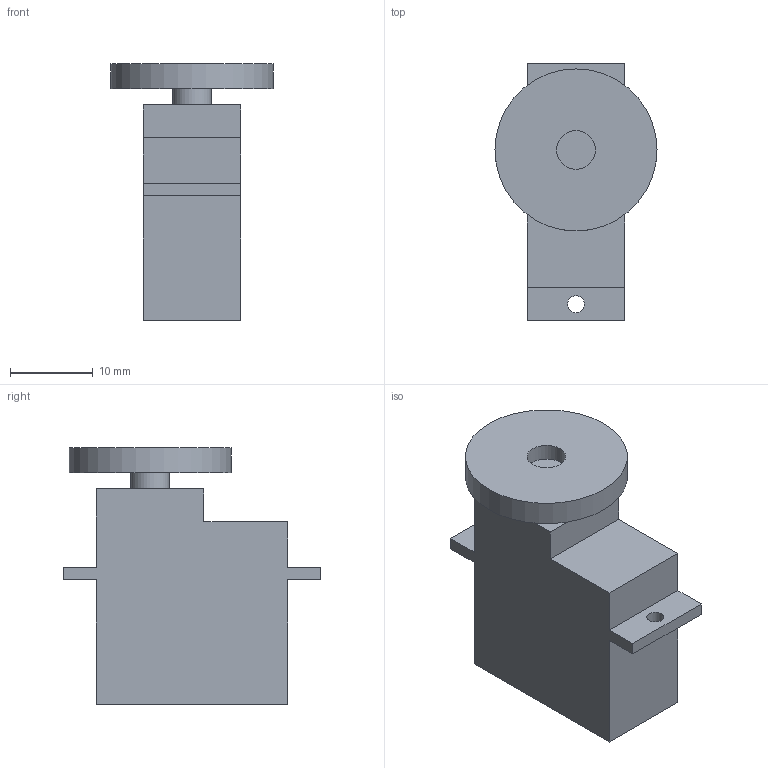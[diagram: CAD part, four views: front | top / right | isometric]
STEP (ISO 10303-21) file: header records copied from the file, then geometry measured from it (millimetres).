
FILE_DESCRIPTION(/* description */ (''),/* implementation_level */ '2;1');
FILE_NAME(/* name */ 'Micro_servo v3.step',/* time_stamp */ '2020-05-04T12:12:04-06:00',/* author */ (''),/* organization */ (''),/* preprocessor_version */ 'ST-DEVELOPER v18.1',/* originating_system */ 'Autodesk Translation Framework v9.2.0.1227',/* authorisation */ '');
FILE_SCHEMA (('AUTOMOTIVE_DESIGN { 1 0 10303 214 3 1 1 }'));
Length unit declared in the file: millimetre
Products named in the file (2): Micro_servo; Component1
Assembly tree (1 placements, depth 2):
  Micro_servo
    Component1
Bounding box: 19.58 x 31.11 x 31.01 mm (x, y, z)
Volume: 7624.9 mm3; surface area: 3306.1 mm2
Topology: 1 solids, 1 shells, 24 faces, 64 edges, 45 vertices
Faces by surface type: plane 19, cylinder 5
Full cylindrical faces by diameter (mm): 2.032 x2, 4.668 x2, 19.584 x1
Entity records: 847 total; most frequent: CARTESIAN_POINT 136, DIRECTION 135, ORIENTED_EDGE 128, EDGE_CURVE 64, LINE 47, VECTOR 47, VERTEX_POINT 45, AXIS2_PLACEMENT_3D 44
